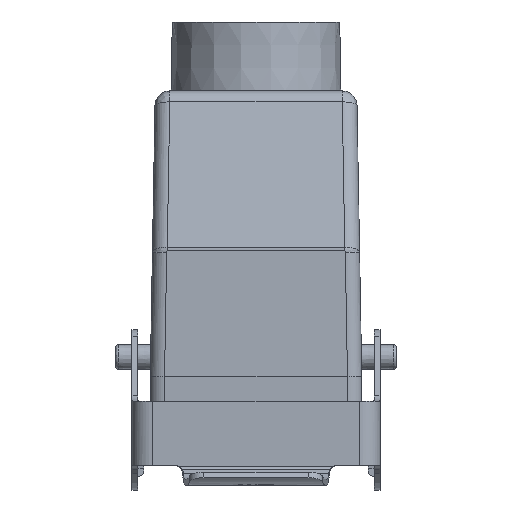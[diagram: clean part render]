
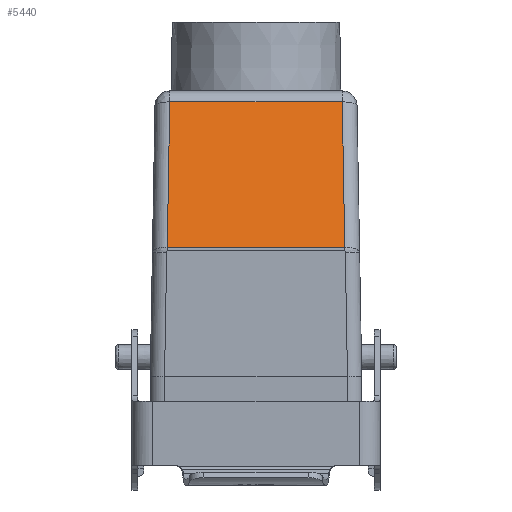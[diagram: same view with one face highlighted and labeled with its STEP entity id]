
A CAD part, left-side view. The second image highlights one B-rep face of the part: STEP entity #5440.
In plain terms, the highlighted planar face has unit normal (-0.966, 0, 0.259).
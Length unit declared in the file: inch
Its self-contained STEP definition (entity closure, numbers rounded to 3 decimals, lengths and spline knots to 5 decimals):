
#58 = EDGE_LOOP ( 'NONE', ( #6194, #11773, #6928, #9168 ) ) ;
#889 = CARTESIAN_POINT ( 'NONE',  ( -1.29607, 0.70942, 1.11373 ) ) ;
#2939 = PLANE ( 'NONE',  #10703 ) ;
#3877 = CARTESIAN_POINT ( 'NONE',  ( -1.29607, 0., 1.11373 ) ) ;
#4015 = CARTESIAN_POINT ( 'NONE',  ( -1.59131, 0.72865, 0.01187 ) ) ;
#4070 = DIRECTION ( 'NONE',  ( 0., 1., 0. ) ) ;
#4614 = VERTEX_POINT ( 'NONE', #889 ) ;
#4737 = LINE ( 'NONE', #17998, #15458 ) ;
#5230 = DIRECTION ( 'NONE',  ( 0., -1., 0. ) ) ;
#5440 = ADVANCED_FACE ( 'NONE', ( #18052 ), #2939, .F. ) ;
#5537 = LINE ( 'NONE', #3877, #11700 ) ;
#6194 = ORIENTED_EDGE ( 'NONE', *, *, #17532, .F. ) ;
#6217 = VERTEX_POINT ( 'NONE', #7089 ) ;
#6719 = CARTESIAN_POINT ( 'NONE',  ( -0.98499, 0.68916, 2.27466 ) ) ;
#6928 = ORIENTED_EDGE ( 'NONE', *, *, #11546, .F. ) ;
#6947 = LINE ( 'NONE', #4015, #15554 ) ;
#7089 = CARTESIAN_POINT ( 'NONE',  ( -0.98499, -0.68916, 2.27466 ) ) ;
#7195 = EDGE_CURVE ( 'NONE', #11204, #6217, #15263, .T. ) ;
#7596 = CARTESIAN_POINT ( 'NONE',  ( -1.29607, -0.70942, 1.11373 ) ) ;
#9062 = DIRECTION ( 'NONE',  ( -0.259, -0.017, -0.966 ) ) ;
#9168 = ORIENTED_EDGE ( 'NONE', *, *, #18218, .F. ) ;
#10683 = DIRECTION ( 'NONE',  ( -0.259, 0., -0.966 ) ) ;
#10703 = AXIS2_PLACEMENT_3D ( 'NONE', #17855, #16481, #10683 ) ;
#11204 = VERTEX_POINT ( 'NONE', #6719 ) ;
#11546 = EDGE_CURVE ( 'NONE', #4614, #11204, #6947, .T. ) ;
#11700 = VECTOR ( 'NONE', #4070, 39.37008 ) ;
#11773 = ORIENTED_EDGE ( 'NONE', *, *, #7195, .F. ) ;
#12090 = VERTEX_POINT ( 'NONE', #7596 ) ;
#12408 = CARTESIAN_POINT ( 'NONE',  ( -0.98499, 0., 2.27466 ) ) ;
#15263 = LINE ( 'NONE', #12408, #17752 ) ;
#15458 = VECTOR ( 'NONE', #9062, 39.37008 ) ;
#15554 = VECTOR ( 'NONE', #18523, 39.37008 ) ;
#16481 = DIRECTION ( 'NONE',  ( 0.966, 0., -0.259 ) ) ;
#17532 = EDGE_CURVE ( 'NONE', #6217, #12090, #4737, .T. ) ;
#17752 = VECTOR ( 'NONE', #5230, 39.37008 ) ;
#17855 = CARTESIAN_POINT ( 'NONE',  ( -1.59449, 0., 0. ) ) ;
#17998 = CARTESIAN_POINT ( 'NONE',  ( -1.59131, -0.72865, 0.01187 ) ) ;
#18052 = FACE_OUTER_BOUND ( 'NONE', #58, .T. ) ;
#18218 = EDGE_CURVE ( 'NONE', #12090, #4614, #5537, .T. ) ;
#18523 = DIRECTION ( 'NONE',  ( 0.259, -0.017, 0.966 ) ) ;
